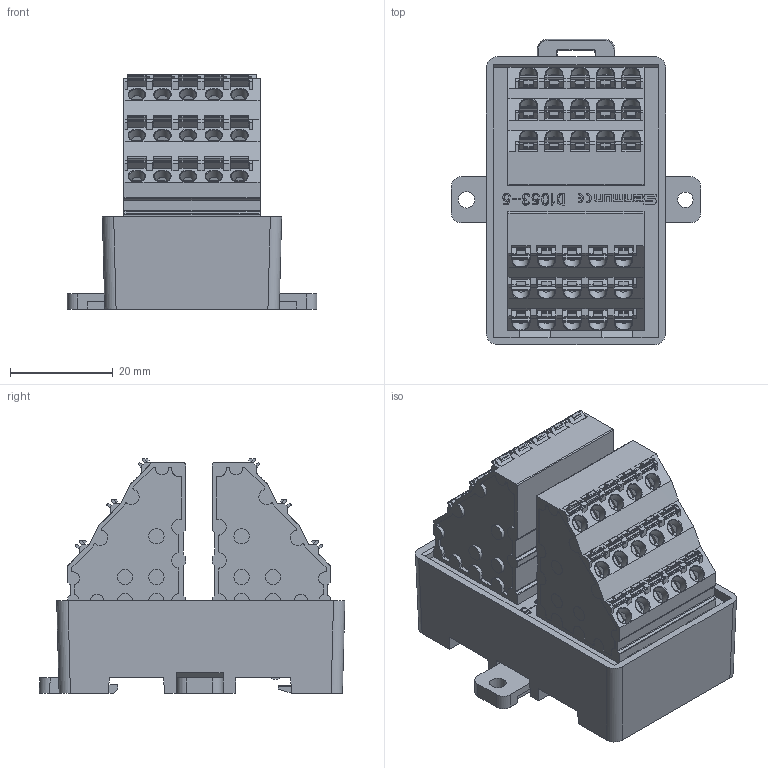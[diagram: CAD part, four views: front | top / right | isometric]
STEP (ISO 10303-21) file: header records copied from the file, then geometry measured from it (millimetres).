
FILE_DESCRIPTION(/* description */ (''),/* implementation_level */ '2;1');
FILE_NAME(/* name */ 'D1053-5E.stp',/* time_stamp */ '2024-08-09T16:38:49+08:00',/* author */ (''),/* organization */ (''),/* preprocessor_version */ 'ST-DEVELOPER v14',/* originating_system */ 'SIEMENS PLM Software NX 8.0',/* authorisation */ '');
FILE_SCHEMA (('AUTOMOTIVE_DESIGN { 1 0 10303 214 3 1 1 1 }'));
Products named in the file (1): D1053-5E 3D_stp
Bounding box: 48.6 x 59.51 x 45.68 mm (x, y, z)
Volume: 53825 mm3; surface area: 16040.7 mm2
Topology: 3 solids, 8 shells, 1818 faces, 5221 edges, 3493 vertices
Faces by surface type: plane 1309, cylinder 337, extrusion 102, revolution 60, bspline 10
Full cylindrical faces by diameter (mm): 2.999 x12, 3 x1, 3.199 x30, 3.2 x1
Entity records: 64246 total; most frequent: CARTESIAN_POINT 16879, ORIENTED_EDGE 10274, DIRECTION 8613, EDGE_CURVE 5137, VECTOR 3539, VERTEX_POINT 3455, LINE 3437, AXIS2_PLACEMENT_3D 2507
